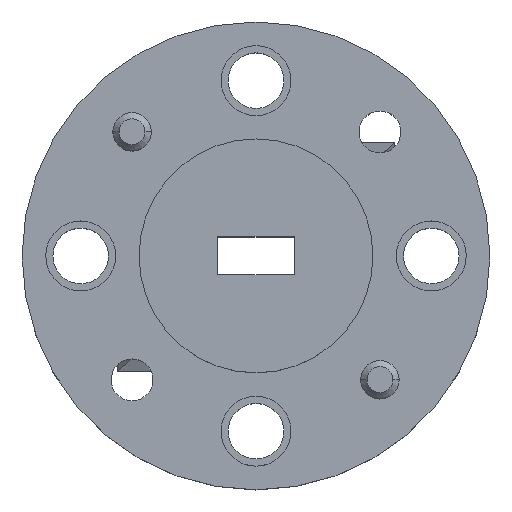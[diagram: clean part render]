
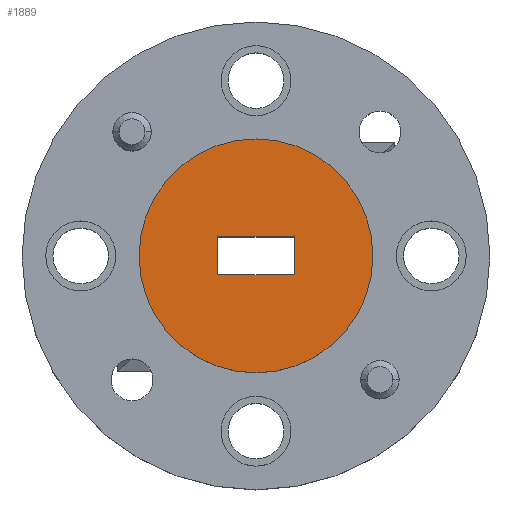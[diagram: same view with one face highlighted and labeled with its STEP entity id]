
A CAD part, top view. The second image highlights one B-rep face of the part: STEP entity #1889.
In plain terms, the highlighted planar face has unit normal (0, 0, 1).
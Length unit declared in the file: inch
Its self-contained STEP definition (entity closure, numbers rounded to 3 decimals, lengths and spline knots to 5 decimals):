
#113 = DIRECTION ( 'NONE',  ( 0., 0., 1. ) ) ;
#129 = AXIS2_PLACEMENT_3D ( 'NONE', #227, #113, #539 ) ;
#141 = CARTESIAN_POINT ( 'NONE',  ( -0.061, -0.0305, 0.037 ) ) ;
#150 = VECTOR ( 'NONE', #1584, 39.37008 ) ;
#176 = CARTESIAN_POINT ( 'NONE',  ( 0., 0., 0.037 ) ) ;
#212 = DIRECTION ( 'NONE',  ( 0., 0., 1. ) ) ;
#227 = CARTESIAN_POINT ( 'NONE',  ( 0., 0., 0.037 ) ) ;
#232 = VERTEX_POINT ( 'NONE', #719 ) ;
#261 = CARTESIAN_POINT ( 'NONE',  ( -0.061, -0.0305, 0.037 ) ) ;
#339 = ORIENTED_EDGE ( 'NONE', *, *, #1813, .F. ) ;
#389 = DIRECTION ( 'NONE',  ( 1., 0., 0. ) ) ;
#464 = DIRECTION ( 'NONE',  ( 1., 0., 0. ) ) ;
#484 = EDGE_CURVE ( 'NONE', #1167, #1530, #1570, .T. ) ;
#539 = DIRECTION ( 'NONE',  ( 1., 0., 0. ) ) ;
#542 = AXIS2_PLACEMENT_3D ( 'NONE', #1185, #212, #389 ) ;
#549 = CARTESIAN_POINT ( 'NONE',  ( 0.061, -0.0305, 0.037 ) ) ;
#602 = VECTOR ( 'NONE', #2122, 39.37008 ) ;
#607 = VERTEX_POINT ( 'NONE', #2287 ) ;
#719 = CARTESIAN_POINT ( 'NONE',  ( 0.061, 0.0305, 0.037 ) ) ;
#736 = ORIENTED_EDGE ( 'NONE', *, *, #1835, .T. ) ;
#790 = FACE_BOUND ( 'NONE', #1623, .T. ) ;
#816 = CARTESIAN_POINT ( 'NONE',  ( -0.061, 0.0305, 0.037 ) ) ;
#833 = EDGE_CURVE ( 'NONE', #1530, #2018, #1223, .T. ) ;
#836 = EDGE_CURVE ( 'NONE', #232, #1167, #1044, .T. ) ;
#861 = ORIENTED_EDGE ( 'NONE', *, *, #1686, .T. ) ;
#1044 = LINE ( 'NONE', #816, #602 ) ;
#1167 = VERTEX_POINT ( 'NONE', #1766 ) ;
#1185 = CARTESIAN_POINT ( 'NONE',  ( 0., 0., 0.037 ) ) ;
#1223 = LINE ( 'NONE', #1958, #1621 ) ;
#1226 = VERTEX_POINT ( 'NONE', #1374 ) ;
#1339 = EDGE_LOOP ( 'NONE', ( #736, #861 ) ) ;
#1358 = AXIS2_PLACEMENT_3D ( 'NONE', #176, #1713, #1891 ) ;
#1374 = CARTESIAN_POINT ( 'NONE',  ( 0.1875, 0., 0.037 ) ) ;
#1530 = VERTEX_POINT ( 'NONE', #141 ) ;
#1531 = LINE ( 'NONE', #549, #1679 ) ;
#1542 = FACE_OUTER_BOUND ( 'NONE', #1339, .T. ) ;
#1554 = DIRECTION ( 'NONE',  ( 0., 1., 0. ) ) ;
#1570 = LINE ( 'NONE', #261, #150 ) ;
#1584 = DIRECTION ( 'NONE',  ( 0., -1., 0. ) ) ;
#1621 = VECTOR ( 'NONE', #464, 39.37008 ) ;
#1623 = EDGE_LOOP ( 'NONE', ( #339, #2385, #1821, #2327 ) ) ;
#1679 = VECTOR ( 'NONE', #1554, 39.37008 ) ;
#1686 = EDGE_CURVE ( 'NONE', #1226, #607, #2429, .T. ) ;
#1713 = DIRECTION ( 'NONE',  ( 0., 0., 1. ) ) ;
#1766 = CARTESIAN_POINT ( 'NONE',  ( -0.061, 0.0305, 0.037 ) ) ;
#1813 = EDGE_CURVE ( 'NONE', #2018, #232, #1531, .T. ) ;
#1821 = ORIENTED_EDGE ( 'NONE', *, *, #484, .F. ) ;
#1835 = EDGE_CURVE ( 'NONE', #607, #1226, #2230, .T. ) ;
#1889 = ADVANCED_FACE ( 'NONE', ( #790, #1542 ), #2294, .T. ) ;
#1891 = DIRECTION ( 'NONE',  ( 1., 0., 0. ) ) ;
#1958 = CARTESIAN_POINT ( 'NONE',  ( -0.061, -0.0305, 0.037 ) ) ;
#2018 = VERTEX_POINT ( 'NONE', #2045 ) ;
#2045 = CARTESIAN_POINT ( 'NONE',  ( 0.061, -0.0305, 0.037 ) ) ;
#2122 = DIRECTION ( 'NONE',  ( -1., 0., 0. ) ) ;
#2230 = CIRCLE ( 'NONE', #1358, 0.1875 ) ;
#2287 = CARTESIAN_POINT ( 'NONE',  ( -0.1875, 0., 0.037 ) ) ;
#2294 = PLANE ( 'NONE',  #542 ) ;
#2327 = ORIENTED_EDGE ( 'NONE', *, *, #836, .F. ) ;
#2385 = ORIENTED_EDGE ( 'NONE', *, *, #833, .F. ) ;
#2429 = CIRCLE ( 'NONE', #129, 0.1875 ) ;
